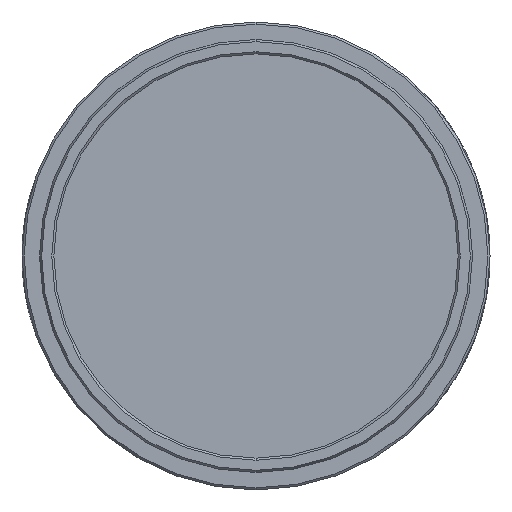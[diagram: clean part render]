
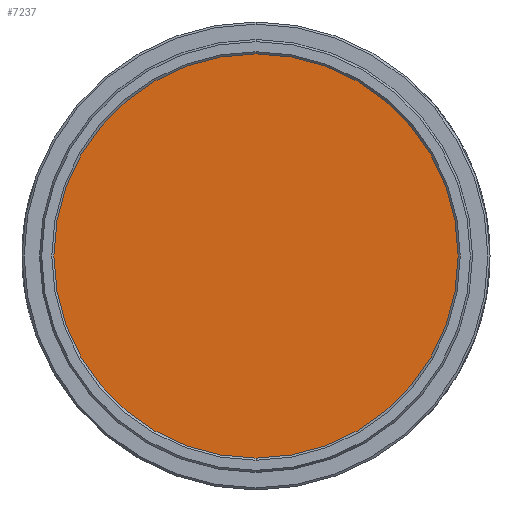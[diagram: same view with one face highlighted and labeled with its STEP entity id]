
A CAD part, left-side view. The second image highlights one B-rep face of the part: STEP entity #7237.
In plain terms, the highlighted planar face has unit normal (-1, 0, 0).
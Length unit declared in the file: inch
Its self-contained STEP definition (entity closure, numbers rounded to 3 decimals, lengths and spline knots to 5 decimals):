
#757 = CARTESIAN_POINT ( 'NONE',  ( -0.3, 0., 0. ) ) ;
#945 = CARTESIAN_POINT ( 'NONE',  ( -0.3, 0., 1. ) ) ;
#1520 = DIRECTION ( 'NONE',  ( 0., 0., -1. ) ) ;
#1894 = EDGE_LOOP ( 'NONE', ( #7397, #3797 ) ) ;
#2165 = AXIS2_PLACEMENT_3D ( 'NONE', #7030, #2504, #7807 ) ;
#2504 = DIRECTION ( 'NONE',  ( 1., 0., 0. ) ) ;
#2907 = VERTEX_POINT ( 'NONE', #4261 ) ;
#3011 = PLANE ( 'NONE',  #4387 ) ;
#3226 = CARTESIAN_POINT ( 'NONE',  ( -0.3, 0., 0. ) ) ;
#3797 = ORIENTED_EDGE ( 'NONE', *, *, #8627, .F. ) ;
#3997 = DIRECTION ( 'NONE',  ( 0., 0., -1. ) ) ;
#4261 = CARTESIAN_POINT ( 'NONE',  ( -0.3, 0., -1. ) ) ;
#4387 = AXIS2_PLACEMENT_3D ( 'NONE', #757, #6067, #1520 ) ;
#5047 = CIRCLE ( 'NONE', #7540, 1. ) ;
#6067 = DIRECTION ( 'NONE',  ( 1., 0., 0. ) ) ;
#6495 = FACE_OUTER_BOUND ( 'NONE', #1894, .T. ) ;
#7030 = CARTESIAN_POINT ( 'NONE',  ( -0.3, 0., 0. ) ) ;
#7237 = ADVANCED_FACE ( 'NONE', ( #6495 ), #3011, .F. ) ;
#7397 = ORIENTED_EDGE ( 'NONE', *, *, #7735, .F. ) ;
#7540 = AXIS2_PLACEMENT_3D ( 'NONE', #3226, #8530, #3997 ) ;
#7735 = EDGE_CURVE ( 'NONE', #2907, #9181, #8161, .T. ) ;
#7807 = DIRECTION ( 'NONE',  ( 0., 0., -1. ) ) ;
#8161 = CIRCLE ( 'NONE', #2165, 1. ) ;
#8530 = DIRECTION ( 'NONE',  ( 1., 0., 0. ) ) ;
#8627 = EDGE_CURVE ( 'NONE', #9181, #2907, #5047, .T. ) ;
#9181 = VERTEX_POINT ( 'NONE', #945 ) ;
